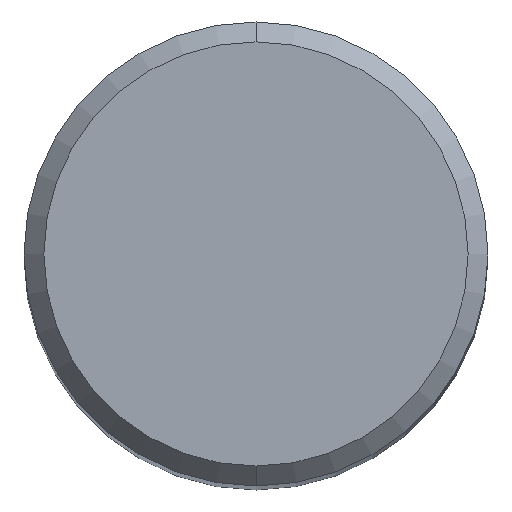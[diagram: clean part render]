
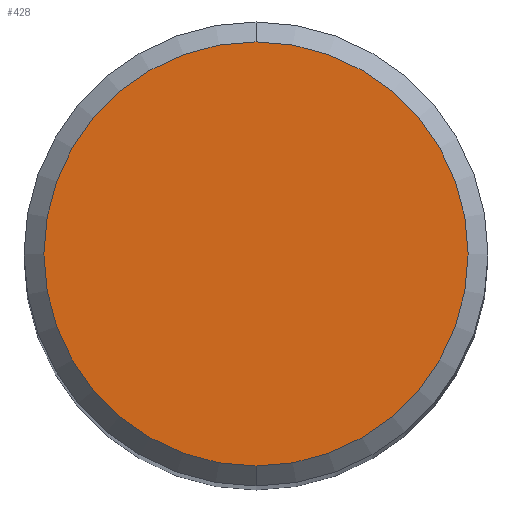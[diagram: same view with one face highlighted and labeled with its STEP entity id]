
A CAD part, top view. The second image highlights one B-rep face of the part: STEP entity #428.
In plain terms, the highlighted planar face has unit normal (0, 0, 1).
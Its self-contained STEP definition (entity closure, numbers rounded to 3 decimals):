
#428=ADVANCED_FACE('',(#1030),#1031,.T.);
#448=VERTEX_POINT('',#1053);
#588=VERTEX_POINT('',#1206);
#812=EDGE_CURVE('',#448,#588,#1450,.T.);
#830=EDGE_CURVE('',#588,#448,#1470,.T.);
#1030=FACE_OUTER_BOUND('',#4469,.T.);
#1031=PLANE('',#4470);
#1053=CARTESIAN_POINT('',(0.0,6.4,0.0));
#1206=CARTESIAN_POINT('',(0.,-6.4,0.0));
#1450=CIRCLE('',#7399,6.4);
#1470=CIRCLE('',#8630,6.4);
#4469=EDGE_LOOP('',(#9183,#9184));
#4470=AXIS2_PLACEMENT_3D('',#9185,#9186,#9187);
#7399=AXIS2_PLACEMENT_3D('',#9591,#9592,#9593);
#8630=AXIS2_PLACEMENT_3D('',#9620,#9621,#9622);
#9183=ORIENTED_EDGE('',*,*,#812,.F.);
#9184=ORIENTED_EDGE('',*,*,#830,.F.);
#9185=CARTESIAN_POINT('',(0.0,3.2,0.0));
#9186=DIRECTION('',(-0.0,0.0,1.0));
#9187=DIRECTION('',(0.0,-1.0,0.0));
#9591=CARTESIAN_POINT('',(0.0,0.0,0.0));
#9592=DIRECTION('',(0.0,0.0,-1.0));
#9593=DIRECTION('',(0.0,1.0,0.0));
#9620=CARTESIAN_POINT('',(0.0,0.0,0.0));
#9621=DIRECTION('',(0.0,0.0,-1.0));
#9622=DIRECTION('',(0.0,1.0,0.0));
